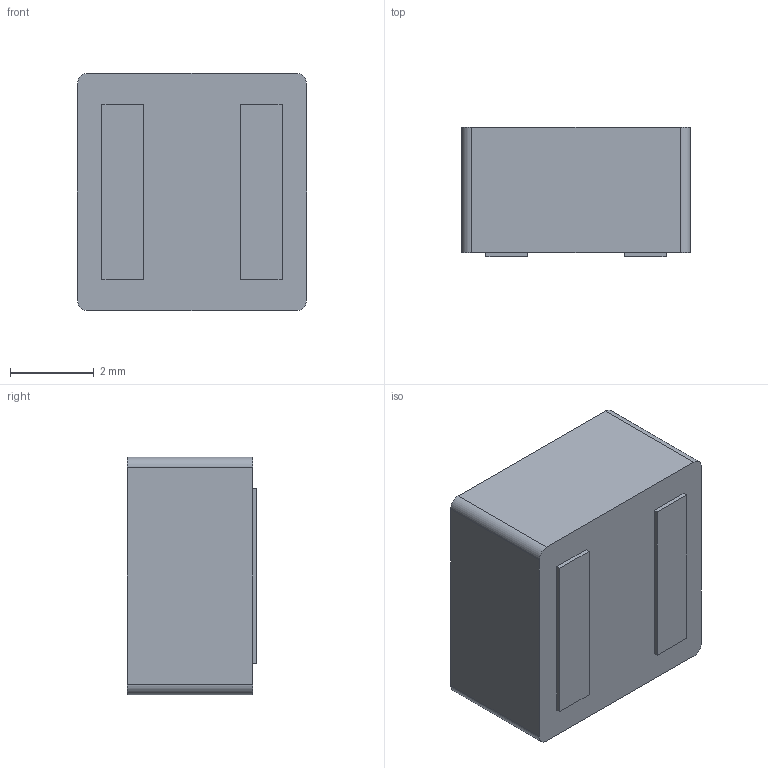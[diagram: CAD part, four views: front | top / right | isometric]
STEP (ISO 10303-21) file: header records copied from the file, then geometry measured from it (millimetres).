
FILE_DESCRIPTION (( 'STEP AP214' ), '1' );
FILE_NAME ('XAL5030.step', '2023-06-14T13:57:15', ( '' ), ( '' ), 'SwSTEP 2.0', 'SolidWorks 2018', '' );
FILE_SCHEMA (( 'AUTOMOTIVE_DESIGN' ));
Length unit declared in the file: millimetre
Products named in the file (1): XAL5030
Bounding box: 5.48 x 3.1 x 5.68 mm (x, y, z)
Volume: 94.1 mm3; surface area: 129.9 mm2
Topology: 1 solids, 1 shells, 37 faces, 93 edges, 62 vertices
Faces by surface type: plane 24, bspline 9, cylinder 4
Entity records: 1403 total; most frequent: CARTESIAN_POINT 310, ORIENTED_EDGE 186, DIRECTION 141, EDGE_CURVE 93, VECTOR 67, LINE 67, VERTEX_POINT 62, EDGE_LOOP 41
